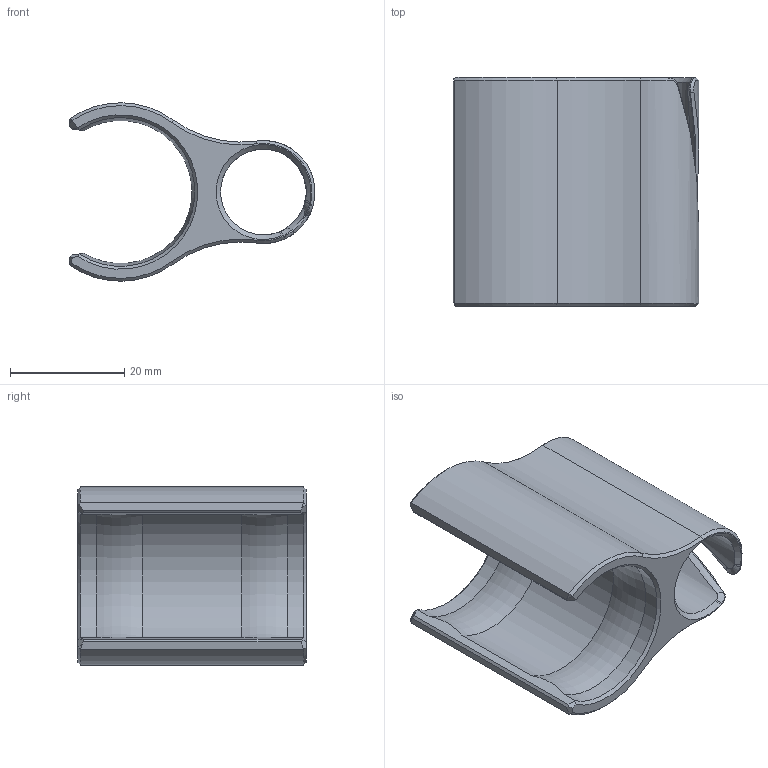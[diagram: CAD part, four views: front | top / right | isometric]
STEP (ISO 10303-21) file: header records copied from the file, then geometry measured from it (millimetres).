
FILE_DESCRIPTION(/* description */ (''),/* implementation_level */ '2;1');
FILE_NAME(/* name */ 'cable-guide-v v9.step',/* time_stamp */ '2020-07-09T23:07:20+09:00',/* author */ (''),/* organization */ (''),/* preprocessor_version */ 'ST-DEVELOPER v18.1',/* originating_system */ 'Autodesk Translation Framework v9.3.0.1241',/* authorisation */ '');
FILE_SCHEMA (('AUTOMOTIVE_DESIGN { 1 0 10303 214 3 1 1 }'));
Length unit declared in the file: millimetre
Products named in the file (1): cable-guide-v
Bounding box: 43 x 40 x 31.2 mm (x, y, z)
Volume: 12315.6 mm3; surface area: 8679.2 mm2
Topology: 1 solids, 1 shells, 81 faces, 213 edges, 134 vertices
Faces by surface type: bspline 41, cone 16, cylinder 11, plane 11, torus 2
Entity records: 3795 total; most frequent: CARTESIAN_POINT 2077, ORIENTED_EDGE 426, DIRECTION 227, EDGE_CURVE 213, VERTEX_POINT 134, B_SPLINE_CURVE_WITH_KNOTS 95, FACE_OUTER_BOUND 81, EDGE_LOOP 81
